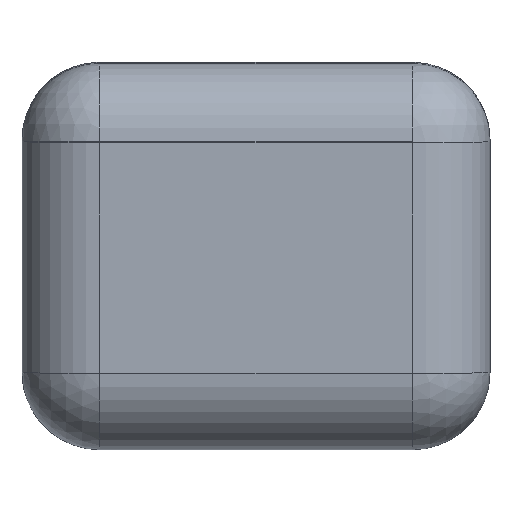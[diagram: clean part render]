
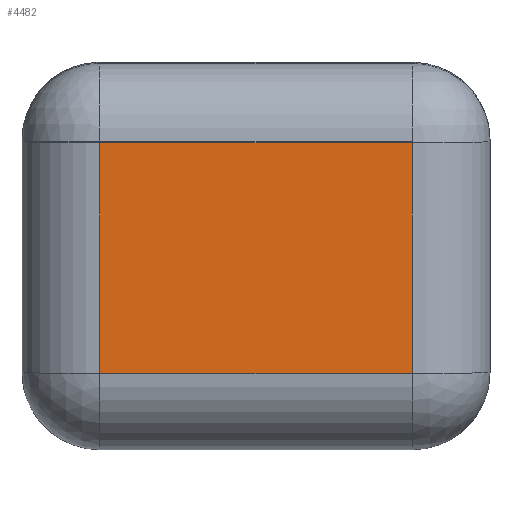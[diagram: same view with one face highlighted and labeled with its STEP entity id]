
A CAD part, front view. The second image highlights one B-rep face of the part: STEP entity #4482.
In plain terms, the highlighted planar face has unit normal (0, -1, -0.018).
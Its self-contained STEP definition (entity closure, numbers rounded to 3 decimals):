
#9 = DIRECTION ( 'NONE',  ( 0., -0.017, 1. ) ) ;
#58 = EDGE_CURVE ( 'NONE', #11910, #130, #520, .T. ) ;
#130 = VERTEX_POINT ( 'NONE', #6218 ) ;
#520 = LINE ( 'NONE', #13224, #6429 ) ;
#846 = VERTEX_POINT ( 'NONE', #8429 ) ;
#1140 = CARTESIAN_POINT ( 'NONE',  ( -161.011, -85.252, -1.488 ) ) ;
#1347 = DIRECTION ( 'NONE',  ( 0., 0.017, -1. ) ) ;
#1662 = ORIENTED_EDGE ( 'NONE', *, *, #58, .T. ) ;
#1971 = VECTOR ( 'NONE', #10436, 1000. ) ;
#2120 = LINE ( 'NONE', #11748, #1971 ) ;
#2361 = EDGE_CURVE ( 'NONE', #9473, #11910, #2120, .T. ) ;
#4127 = CARTESIAN_POINT ( 'NONE',  ( 161.048, -87.248, 112.86 ) ) ;
#4482 = ADVANCED_FACE ( 'NONE', ( #8436 ), #12689, .F. ) ;
#4511 = VECTOR ( 'NONE', #13422, 1000. ) ;
#4976 = AXIS2_PLACEMENT_3D ( 'NONE', #7384, #11654, #9 ) ;
#5047 = CARTESIAN_POINT ( 'NONE',  ( 0., -83.099, -124.809 ) ) ;
#5534 = ORIENTED_EDGE ( 'NONE', *, *, #10094, .T. ) ;
#6218 = CARTESIAN_POINT ( 'NONE',  ( -161.011, -87.248, 112.86 ) ) ;
#6429 = VECTOR ( 'NONE', #7841, 1000. ) ;
#6591 = EDGE_LOOP ( 'NONE', ( #11376, #1662, #13171, #5534 ) ) ;
#6649 = LINE ( 'NONE', #1140, #9414 ) ;
#7384 = CARTESIAN_POINT ( 'NONE',  ( 0., -85.252, -1.488 ) ) ;
#7841 = DIRECTION ( 'NONE',  ( -1., 0., 0. ) ) ;
#8126 = EDGE_CURVE ( 'NONE', #130, #846, #6649, .T. ) ;
#8429 = CARTESIAN_POINT ( 'NONE',  ( -161.011, -83.099, -124.809 ) ) ;
#8436 = FACE_OUTER_BOUND ( 'NONE', #6591, .T. ) ;
#9414 = VECTOR ( 'NONE', #1347, 1000. ) ;
#9473 = VERTEX_POINT ( 'NONE', #12712 ) ;
#10094 = EDGE_CURVE ( 'NONE', #846, #9473, #10365, .T. ) ;
#10365 = LINE ( 'NONE', #5047, #4511 ) ;
#10436 = DIRECTION ( 'NONE',  ( 0., -0.017, 1. ) ) ;
#11376 = ORIENTED_EDGE ( 'NONE', *, *, #2361, .T. ) ;
#11654 = DIRECTION ( 'NONE',  ( 0., 1., 0.017 ) ) ;
#11748 = CARTESIAN_POINT ( 'NONE',  ( 161.048, -85.252, -1.488 ) ) ;
#11910 = VERTEX_POINT ( 'NONE', #4127 ) ;
#12689 = PLANE ( 'NONE',  #4976 ) ;
#12712 = CARTESIAN_POINT ( 'NONE',  ( 161.048, -83.099, -124.809 ) ) ;
#13171 = ORIENTED_EDGE ( 'NONE', *, *, #8126, .T. ) ;
#13224 = CARTESIAN_POINT ( 'NONE',  ( 0., -87.248, 112.86 ) ) ;
#13422 = DIRECTION ( 'NONE',  ( 1., 0., 0. ) ) ;
